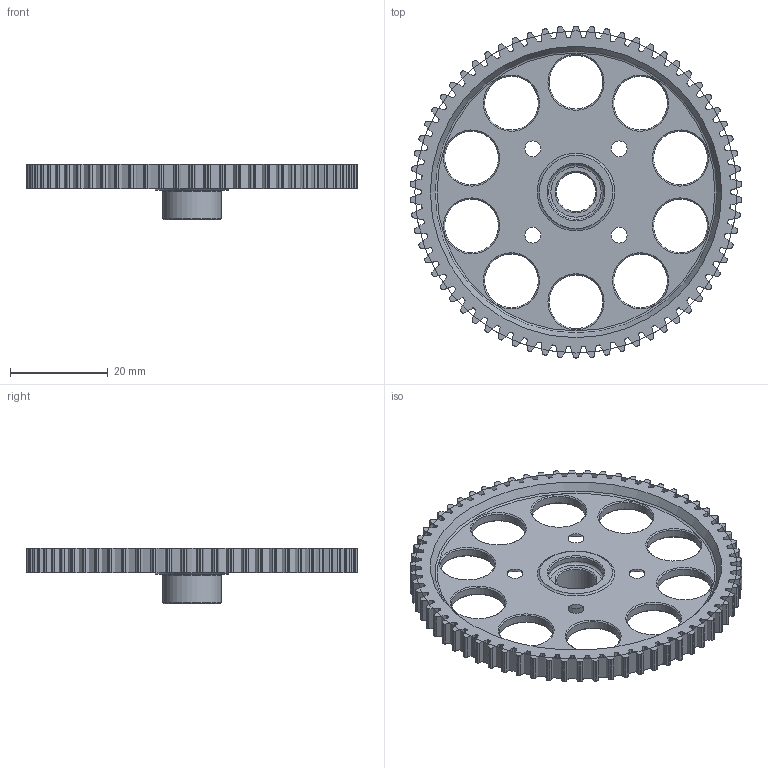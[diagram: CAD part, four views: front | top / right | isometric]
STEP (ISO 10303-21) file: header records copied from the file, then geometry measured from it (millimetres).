
FILE_DESCRIPTION(/* description */ ('COURONNE'),/* implementation_level */ '2;1');
FILE_NAME(/* name */ '10151457-2052.stp',/* time_stamp */ '2019-04-30T10:14:43+02:00',/* author */ ('angue'),/* organization */ (''),/* preprocessor_version */ 'ST-DEVELOPER v17',/* originating_system */ 'Autodesk Inventor 2019',/* authorisation */ '');
FILE_SCHEMA (('AUTOMOTIVE_DESIGN { 1 0 10303 214 3 1 1 }'));
Length unit declared in the file: millimetre
Products named in the file (1): 10151457-2052
Bounding box: 67.94 x 68 x 11.4 mm (x, y, z)
Volume: 7400.2 mm3; surface area: 9263.8 mm2
Topology: 1 solids, 2 shells, 587 faces, 1737 edges, 1154 vertices
Faces by surface type: cylinder 542, cone 31, plane 8, torus 6
Full cylindrical faces by diameter (mm): 8.05 x1, 11 x10, 11.3 x1, 12 x1, 66 x1
Entity records: 20503 total; most frequent: DIRECTION 4069, CARTESIAN_POINT 3555, ORIENTED_EDGE 3471, AXIS2_PLACEMENT_3D 1748, EDGE_CURVE 1737, CIRCLE 1160, VERTEX_POINT 1154, EDGE_LOOP 619
